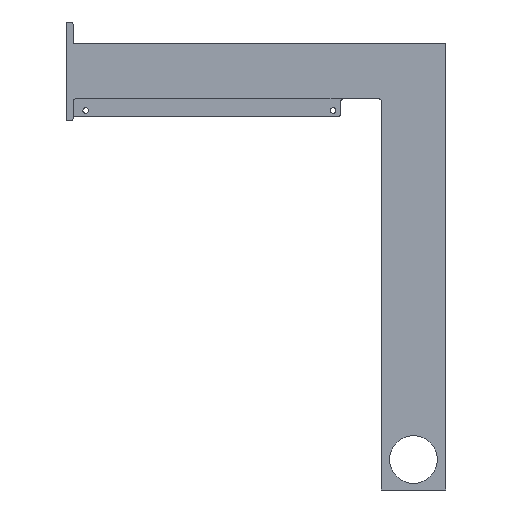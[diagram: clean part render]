
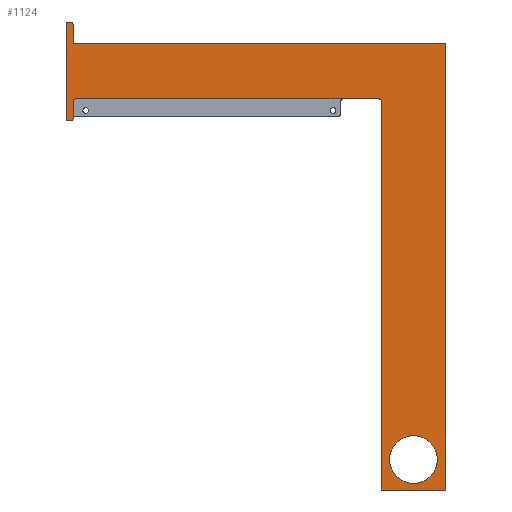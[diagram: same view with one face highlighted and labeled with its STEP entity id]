
A CAD part, front view. The second image highlights one B-rep face of the part: STEP entity #1124.
In plain terms, the highlighted planar face has unit normal (0, -1, 0).
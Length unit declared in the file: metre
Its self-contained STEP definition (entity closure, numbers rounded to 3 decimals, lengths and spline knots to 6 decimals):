
#50=CIRCLE('',#1213,0.010855);
#51=CIRCLE('',#1215,0.001);
#52=CIRCLE('',#1216,0.001);
#53=CIRCLE('',#1217,0.001);
#54=CIRCLE('',#1218,0.001);
#55=CIRCLE('',#1219,0.001);
#178=ORIENTED_EDGE('',*,*,#485,.T.);
#179=ORIENTED_EDGE('',*,*,#486,.T.);
#180=ORIENTED_EDGE('',*,*,#487,.F.);
#181=ORIENTED_EDGE('',*,*,#488,.T.);
#182=ORIENTED_EDGE('',*,*,#424,.F.);
#183=ORIENTED_EDGE('',*,*,#489,.T.);
#184=ORIENTED_EDGE('',*,*,#471,.F.);
#185=ORIENTED_EDGE('',*,*,#482,.T.);
#186=ORIENTED_EDGE('',*,*,#483,.T.);
#187=ORIENTED_EDGE('',*,*,#408,.T.);
#188=ORIENTED_EDGE('',*,*,#490,.T.);
#189=ORIENTED_EDGE('',*,*,#491,.T.);
#190=ORIENTED_EDGE('',*,*,#492,.T.);
#191=ORIENTED_EDGE('',*,*,#493,.F.);
#192=ORIENTED_EDGE('',*,*,#479,.F.);
#193=ORIENTED_EDGE('',*,*,#484,.F.);
#408=EDGE_CURVE('',#569,#568,#680,.T.);
#424=EDGE_CURVE('',#584,#585,#696,.T.);
#471=EDGE_CURVE('',#626,#627,#731,.T.);
#479=EDGE_CURVE('',#632,#633,#735,.T.);
#482=EDGE_CURVE('',#626,#634,#738,.T.);
#483=EDGE_CURVE('',#634,#569,#739,.T.);
#484=EDGE_CURVE('',#635,#635,#50,.T.);
#485=EDGE_CURVE('',#632,#636,#740,.T.);
#486=EDGE_CURVE('',#636,#637,#51,.T.);
#487=EDGE_CURVE('',#638,#637,#741,.T.);
#488=EDGE_CURVE('',#638,#585,#52,.F.);
#489=EDGE_CURVE('',#584,#627,#53,.F.);
#490=EDGE_CURVE('',#568,#639,#54,.F.);
#491=EDGE_CURVE('',#639,#640,#742,.T.);
#492=EDGE_CURVE('',#640,#641,#55,.T.);
#493=EDGE_CURVE('',#633,#641,#743,.T.);
#568=VERTEX_POINT('',#1641);
#569=VERTEX_POINT('',#1643);
#584=VERTEX_POINT('',#1674);
#585=VERTEX_POINT('',#1676);
#626=VERTEX_POINT('',#1766);
#627=VERTEX_POINT('',#1767);
#632=VERTEX_POINT('',#1780);
#633=VERTEX_POINT('',#1782);
#634=VERTEX_POINT('',#1786);
#635=VERTEX_POINT('',#1792);
#636=VERTEX_POINT('',#1795);
#637=VERTEX_POINT('',#1797);
#638=VERTEX_POINT('',#1799);
#639=VERTEX_POINT('',#1803);
#640=VERTEX_POINT('',#1805);
#641=VERTEX_POINT('',#1807);
#680=LINE('',#1642,#796);
#696=LINE('',#1675,#812);
#731=LINE('',#1765,#847);
#735=LINE('',#1781,#851);
#738=LINE('',#1787,#854);
#739=LINE('',#1789,#855);
#740=LINE('',#1794,#856);
#741=LINE('',#1798,#857);
#742=LINE('',#1804,#858);
#743=LINE('',#1808,#859);
#796=VECTOR('',#1307,1.);
#812=VECTOR('',#1325,1.);
#847=VECTOR('',#1388,1.);
#851=VECTOR('',#1402,1.);
#854=VECTOR('',#1407,1.);
#855=VECTOR('',#1410,1.);
#856=VECTOR('',#1417,1.);
#857=VECTOR('',#1420,1.);
#858=VECTOR('',#1427,1.);
#859=VECTOR('',#1430,1.);
#923=EDGE_LOOP('',(#178,#179,#180,#181,#182,#183,#184,#185,#186,#187,#188,
#189,#190,#191,#192));
#924=EDGE_LOOP('',(#193));
#1011=FACE_BOUND('',#923,.T.);
#1012=FACE_BOUND('',#924,.T.);
#1085=PLANE('',#1214);
#1124=ADVANCED_FACE('',(#1011,#1012),#1085,.T.);
#1213=AXIS2_PLACEMENT_3D('',#1791,#1413,#1414);
#1214=AXIS2_PLACEMENT_3D('',#1793,#1415,#1416);
#1215=AXIS2_PLACEMENT_3D('',#1796,#1418,#1419);
#1216=AXIS2_PLACEMENT_3D('',#1800,#1421,#1422);
#1217=AXIS2_PLACEMENT_3D('',#1801,#1423,#1424);
#1218=AXIS2_PLACEMENT_3D('',#1802,#1425,#1426);
#1219=AXIS2_PLACEMENT_3D('',#1806,#1428,#1429);
#1307=DIRECTION('',(-1.,0.,0.));
#1325=DIRECTION('',(-1.,0.,0.));
#1388=DIRECTION('',(0.,0.,1.));
#1402=DIRECTION('',(0.,0.,1.));
#1407=DIRECTION('',(1.,0.,0.));
#1410=DIRECTION('',(0.,0.,1.));
#1413=DIRECTION('',(0.,-1.,0.));
#1414=DIRECTION('',(0.,0.,-1.));
#1415=DIRECTION('',(0.,-1.,0.));
#1416=DIRECTION('',(1.,0.,0.));
#1417=DIRECTION('',(1.,0.,0.));
#1418=DIRECTION('',(0.,-1.,0.));
#1419=DIRECTION('',(0.,0.,-1.));
#1420=DIRECTION('',(0.,0.,-1.));
#1421=DIRECTION('',(0.,-1.,0.));
#1422=DIRECTION('',(0.,0.,-1.));
#1423=DIRECTION('',(0.,-1.,0.));
#1424=DIRECTION('',(0.,0.,-1.));
#1425=DIRECTION('',(0.,-1.,0.));
#1426=DIRECTION('',(0.,0.,-1.));
#1427=DIRECTION('',(0.,0.,1.));
#1428=DIRECTION('',(0.,-1.,0.));
#1429=DIRECTION('',(0.,0.,-1.));
#1430=DIRECTION('',(1.,0.,0.));
#1641=CARTESIAN_POINT('',(0.104,-0.025,0.2028));
#1642=CARTESIAN_POINT('',(0.186207,-0.025,0.2028));
#1643=CARTESIAN_POINT('',(0.272414,-0.025,0.2028));
#1674=CARTESIAN_POINT('',(0.242205,-0.025,0.1778));
#1675=CARTESIAN_POINT('',(0.171602,-0.025,0.1778));
#1676=CARTESIAN_POINT('',(0.104,-0.025,0.1778));
#1765=CARTESIAN_POINT('',(0.243205,-0.025,0.0889));
#1766=CARTESIAN_POINT('',(0.243205,-0.025,0.));
#1767=CARTESIAN_POINT('',(0.243205,-0.025,0.1768));
#1780=CARTESIAN_POINT('',(0.1,-0.025,0.1678));
#1781=CARTESIAN_POINT('',(0.1,-0.025,0.1903));
#1782=CARTESIAN_POINT('',(0.1,-0.025,0.2128));
#1786=CARTESIAN_POINT('',(0.272414,-0.025,0.));
#1787=CARTESIAN_POINT('',(0.257809,-0.025,0.));
#1789=CARTESIAN_POINT('',(0.272414,-0.025,0.0889));
#1791=CARTESIAN_POINT('',(0.257809,-0.025,0.013855));
#1792=CARTESIAN_POINT('',(0.257809,-0.025,0.003));
#1793=CARTESIAN_POINT('',(0.,-0.025,0.1014));
#1794=CARTESIAN_POINT('',(0.1015,-0.025,0.1678));
#1795=CARTESIAN_POINT('',(0.102,-0.025,0.1678));
#1796=CARTESIAN_POINT('',(0.102,-0.025,0.1688));
#1797=CARTESIAN_POINT('',(0.103,-0.025,0.1688));
#1798=CARTESIAN_POINT('',(0.103,-0.025,0.1728));
#1799=CARTESIAN_POINT('',(0.103,-0.025,0.1768));
#1800=CARTESIAN_POINT('',(0.104,-0.025,0.1768));
#1801=CARTESIAN_POINT('',(0.242205,-0.025,0.1768));
#1802=CARTESIAN_POINT('',(0.104,-0.025,0.2038));
#1803=CARTESIAN_POINT('',(0.103,-0.025,0.2038));
#1804=CARTESIAN_POINT('',(0.103,-0.025,0.2078));
#1805=CARTESIAN_POINT('',(0.103,-0.025,0.2118));
#1806=CARTESIAN_POINT('',(0.102,-0.025,0.2118));
#1807=CARTESIAN_POINT('',(0.102,-0.025,0.2128));
#1808=CARTESIAN_POINT('',(0.1015,-0.025,0.2128));
